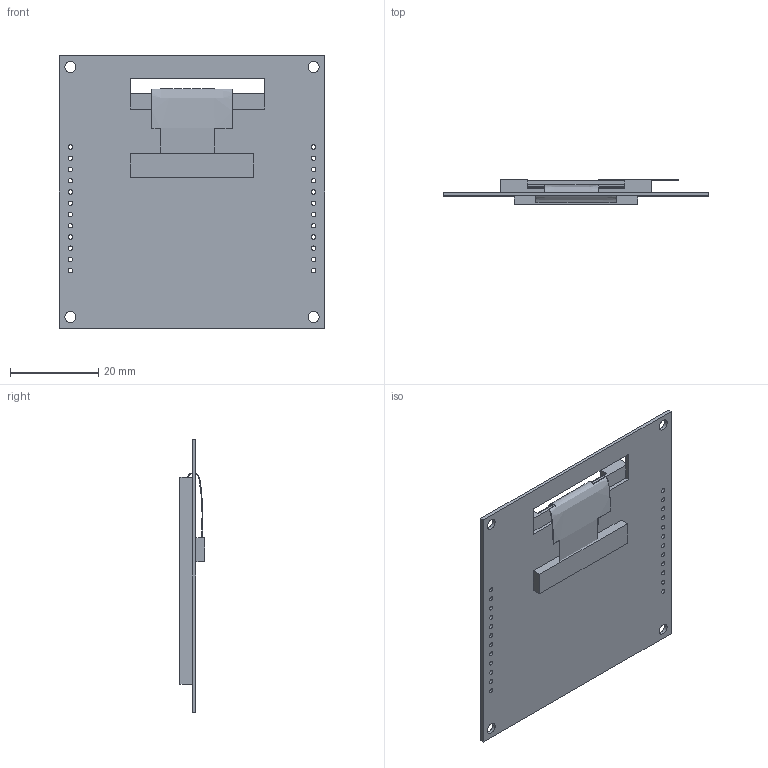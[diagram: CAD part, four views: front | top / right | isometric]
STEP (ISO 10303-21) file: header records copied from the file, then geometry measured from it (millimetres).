
FILE_DESCRIPTION((''),'2;1');
FILE_NAME('AG56CAS1_ASM','2013-06-07T',('user31'),(''),'PRO/ENGINEER BY PARAMETRIC TECHNOLOGY CORPORATION, 2010100','PRO/ENGINEER BY PARAMETRIC TECHNOLOGY CORPORATION, 2010100','');
FILE_SCHEMA(('CONFIG_CONTROL_DESIGN'));
Length unit declared in the file: millimetre
Products named in the file (7): PCB; BL; 1; COG; 2; FPC; AG56CAS1_ASM
Assembly tree (6 placements, depth 2):
  AG56CAS1_ASM
    PCB
    BL
    1
    COG
    2
    FPC
Bounding box: 60 x 5.75 x 61.5 mm (x, y, z)
Volume: 6810.7 mm3; surface area: 39450.7 mm2
Topology: 7 solids, 12 shells, 429 faces, 1188 edges, 792 vertices
Faces by surface type: plane 311, cylinder 116, extrusion 2
Entity records: 14159 total; most frequent: CARTESIAN_POINT 2531, ORIENTED_EDGE 2376, DIRECTION 2310, EDGE_CURVE 1188, VECTOR 946, LINE 944, VERTEX_POINT 792, AXIS2_PLACEMENT_3D 682
